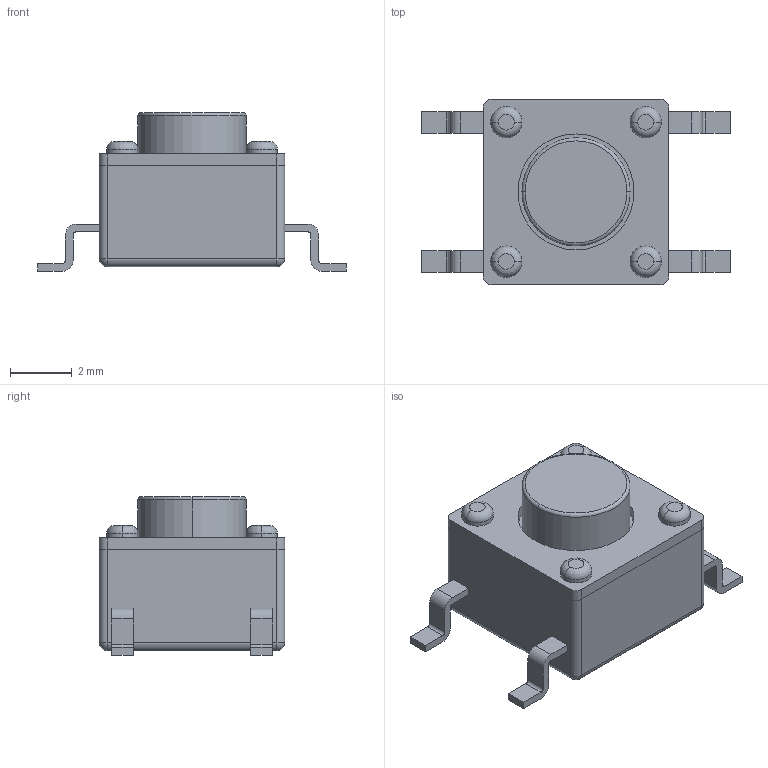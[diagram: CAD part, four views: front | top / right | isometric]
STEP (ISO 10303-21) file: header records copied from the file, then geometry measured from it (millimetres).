
FILE_DESCRIPTION(('FreeCAD Model'),'2;1');
FILE_NAME('FSM4JSMATR011_cp.step','2020-10-10T21:23:47',('kicad StepUp'),('ksu MCAD'), 'Open CASCADE STEP processor 7.4','FreeCAD','Unknown');
FILE_SCHEMA(('AUTOMOTIVE_DESIGN { 1 0 10303 214 1 1 1 1 }'));
Length unit declared in the file: millimetre
Products named in the file (1): FSM4JSMATR011_cp
Bounding box: 10 x 6 x 5.13 mm (x, y, z)
Volume: 146.4 mm3; surface area: 282.1 mm2
Topology: 11 solids, 11 shells, 116 faces, 264 edges, 166 vertices
Faces by surface type: plane 62, cylinder 40, torus 8, sphere 4, revolution 2
Entity records: 4053 total; most frequent: DIRECTION 592, CARTESIAN_POINT 557, ORIENTED_EDGE 520, EDGE_CURVE 260, AXIS2_PLACEMENT_3D 215, VERTEX_POINT 166, LINE 160, VECTOR 160
